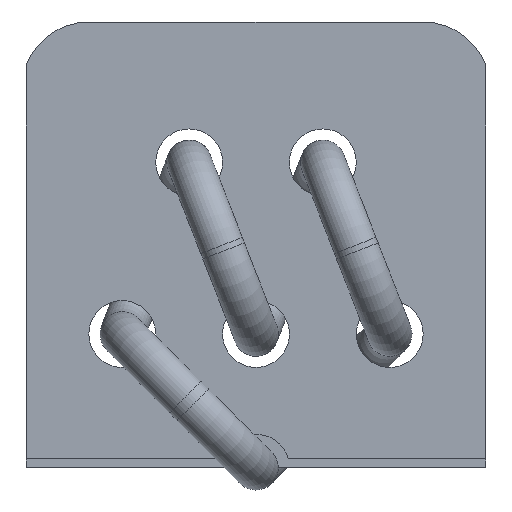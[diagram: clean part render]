
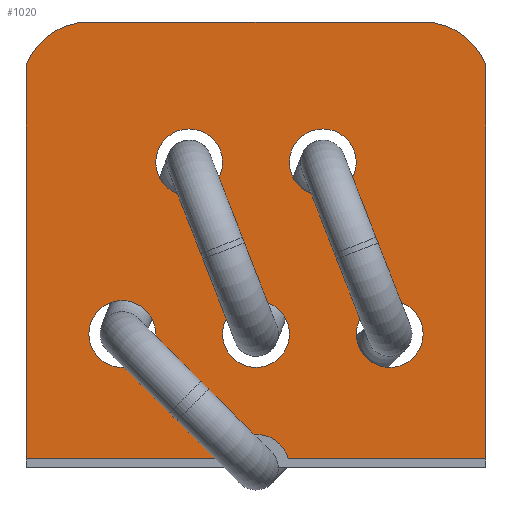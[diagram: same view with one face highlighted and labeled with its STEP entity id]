
A CAD part, left-side view. The second image highlights one B-rep face of the part: STEP entity #1020.
In plain terms, the highlighted planar face has unit normal (-1, 0, 0).
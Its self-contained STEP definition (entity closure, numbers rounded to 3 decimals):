
#33=FACE_BOUND($,#180,.T.);
#34=FACE_BOUND($,#181,.T.);
#35=FACE_BOUND($,#182,.T.);
#36=FACE_BOUND($,#183,.T.);
#37=FACE_BOUND($,#184,.T.);
#75=PLANE($,#1101);
#109=FACE_OUTER_BOUND($,#179,.T.);
#179=EDGE_LOOP($,(#744,#745,#746,#747,#748,#749,#750,#751));
#180=EDGE_LOOP($,(#752));
#181=EDGE_LOOP($,(#753));
#182=EDGE_LOOP($,(#754));
#183=EDGE_LOOP($,(#755));
#184=EDGE_LOOP($,(#756));
#289=LINE($,#1563,#367);
#294=LINE($,#1573,#372);
#299=LINE($,#1584,#377);
#300=LINE($,#1585,#378);
#301=LINE($,#1587,#379);
#367=VECTOR($,#1233,2.214);
#372=VECTOR($,#1240,4.419);
#377=VECTOR($,#1247,2.214);
#378=VECTOR($,#1248,4.419);
#379=VECTOR($,#1249,3.75);
#443=CIRCLE($,#1098,0.75);
#444=CIRCLE($,#1102,0.75);
#445=CIRCLE($,#1103,0.375);
#446=CIRCLE($,#1104,0.375);
#447=CIRCLE($,#1105,0.375);
#448=CIRCLE($,#1106,0.375);
#449=CIRCLE($,#1107,0.375);
#450=CIRCLE($,#1108,0.375);
#498=VERTEX_POINT($,#1553);
#499=VERTEX_POINT($,#1555);
#501=VERTEX_POINT($,#1560);
#502=VERTEX_POINT($,#1562);
#506=VERTEX_POINT($,#1572);
#510=VERTEX_POINT($,#1582);
#511=VERTEX_POINT($,#1583);
#512=VERTEX_POINT($,#1586);
#513=VERTEX_POINT($,#1590);
#514=VERTEX_POINT($,#1592);
#515=VERTEX_POINT($,#1594);
#516=VERTEX_POINT($,#1596);
#517=VERTEX_POINT($,#1598);
#598=EDGE_CURVE($,#499,#498,#443,.F.);
#601=EDGE_CURVE($,#501,#502,#289,.T.);
#606=EDGE_CURVE($,#502,#506,#294,.T.);
#611=EDGE_CURVE($,#510,#511,#299,.T.);
#612=EDGE_CURVE($,#510,#499,#300,.T.);
#613=EDGE_CURVE($,#498,#512,#301,.T.);
#614=EDGE_CURVE($,#512,#506,#444,.F.);
#615=EDGE_CURVE($,#511,#501,#445,.F.);
#616=EDGE_CURVE($,#513,#513,#446,.T.);
#617=EDGE_CURVE($,#514,#514,#447,.F.);
#618=EDGE_CURVE($,#515,#515,#448,.F.);
#619=EDGE_CURVE($,#516,#516,#449,.T.);
#620=EDGE_CURVE($,#517,#517,#450,.F.);
#744=ORIENTED_EDGE($,*,*,#611,.F.);
#745=ORIENTED_EDGE($,*,*,#612,.T.);
#746=ORIENTED_EDGE($,*,*,#598,.T.);
#747=ORIENTED_EDGE($,*,*,#613,.T.);
#748=ORIENTED_EDGE($,*,*,#614,.T.);
#749=ORIENTED_EDGE($,*,*,#606,.F.);
#750=ORIENTED_EDGE($,*,*,#601,.F.);
#751=ORIENTED_EDGE($,*,*,#615,.F.);
#752=ORIENTED_EDGE($,*,*,#616,.T.);
#753=ORIENTED_EDGE($,*,*,#617,.F.);
#754=ORIENTED_EDGE($,*,*,#618,.F.);
#755=ORIENTED_EDGE($,*,*,#619,.T.);
#756=ORIENTED_EDGE($,*,*,#620,.F.);
#1020=ADVANCED_FACE($,(#109,#33,#34,#35,#36,#37),#75,.F.);
#1098=AXIS2_PLACEMENT_3D($,#1556,#1227,#1228);
#1101=AXIS2_PLACEMENT_3D($,#1581,#1245,#1246);
#1102=AXIS2_PLACEMENT_3D($,#1588,#1250,#1251);
#1103=AXIS2_PLACEMENT_3D($,#1589,#1252,#1253);
#1104=AXIS2_PLACEMENT_3D($,#1591,#1254,#1255);
#1105=AXIS2_PLACEMENT_3D($,#1593,#1256,#1257);
#1106=AXIS2_PLACEMENT_3D($,#1595,#1258,#1259);
#1107=AXIS2_PLACEMENT_3D($,#1597,#1260,#1261);
#1108=AXIS2_PLACEMENT_3D($,#1599,#1262,#1263);
#1227=DIRECTION('center_axis',(1.,0.,0.));
#1228=DIRECTION('ref_axis',(0.,0.,
1.));
#1233=DIRECTION($,(0.,1.,0.));
#1240=DIRECTION($,(0.,0.,1.));
#1245=DIRECTION('center_axis',(1.,0.,0.));
#1246=DIRECTION('ref_axis',(0.,0.,1.));
#1247=DIRECTION($,(0.,1.,0.));
#1248=DIRECTION($,(0.,0.,1.));
#1249=DIRECTION($,(0.,1.,0.));
#1250=DIRECTION('center_axis',(1.,0.,0.));
#1251=DIRECTION('ref_axis',(0.,0.,
1.));
#1252=DIRECTION('center_axis',(1.,0.,0.));
#1253=DIRECTION('ref_axis',(0.,0.,
1.));
#1254=DIRECTION('center_axis',(1.,0.,0.));
#1255=DIRECTION('ref_axis',(0.,0.,
1.));
#1256=DIRECTION('center_axis',(1.,0.,0.));
#1257=DIRECTION('ref_axis',(0.,0.,
1.));
#1258=DIRECTION('center_axis',(1.,0.,0.));
#1259=DIRECTION('ref_axis',(0.,0.,
1.));
#1260=DIRECTION('center_axis',(1.,0.,0.));
#1261=DIRECTION('ref_axis',(0.,0.,
1.));
#1262=DIRECTION('center_axis',(1.,0.,0.));
#1263=DIRECTION('ref_axis',(0.,0.,
1.));
#1553=CARTESIAN_POINT('',(-4.5,-1.875,5.25));
#1555=CARTESIAN_POINT('',(-4.5,-2.575,4.769));
#1556=CARTESIAN_POINT('Origin',(-4.5,-1.875,4.5));
#1560=CARTESIAN_POINT('',(-4.5,0.361,0.35));
#1562=CARTESIAN_POINT('',(-4.5,2.575,0.35));
#1563=CARTESIAN_POINT($,(-4.5,0.361,0.35));
#1572=CARTESIAN_POINT('',(-4.5,2.575,4.769));
#1573=CARTESIAN_POINT($,(-4.5,2.575,0.35));
#1581=CARTESIAN_POINT('Origin',(-4.5,2.75,0.125));
#1582=CARTESIAN_POINT('',(-4.5,-2.575,0.35));
#1583=CARTESIAN_POINT('',(-4.5,-0.361,0.35));
#1584=CARTESIAN_POINT($,(-4.5,-2.5,0.35));
#1585=CARTESIAN_POINT($,(-4.5,-2.575,0.35));
#1586=CARTESIAN_POINT('',(-4.5,1.875,5.25));
#1587=CARTESIAN_POINT($,(-4.5,-1.75,5.25));
#1588=CARTESIAN_POINT('Origin',(-4.5,1.875,4.5));
#1589=CARTESIAN_POINT('Origin',(-4.5,0.,0.25));
#1590=CARTESIAN_POINT('',(-4.5,-1.5,2.125));
#1591=CARTESIAN_POINT('Origin',(-4.5,-1.5,1.75));
#1592=CARTESIAN_POINT('',(-4.5,0.,2.125));
#1593=CARTESIAN_POINT('Origin',(-4.5,0.,1.75));
#1594=CARTESIAN_POINT('',(-4.5,1.5,2.125));
#1595=CARTESIAN_POINT('Origin',(-4.5,1.5,1.75));
#1596=CARTESIAN_POINT('',(-4.5,-0.75,4.05));
#1597=CARTESIAN_POINT('Origin',(-4.5,-0.75,3.675));
#1598=CARTESIAN_POINT('',(-4.5,0.75,4.05));
#1599=CARTESIAN_POINT('Origin',(-4.5,0.75,3.675));
